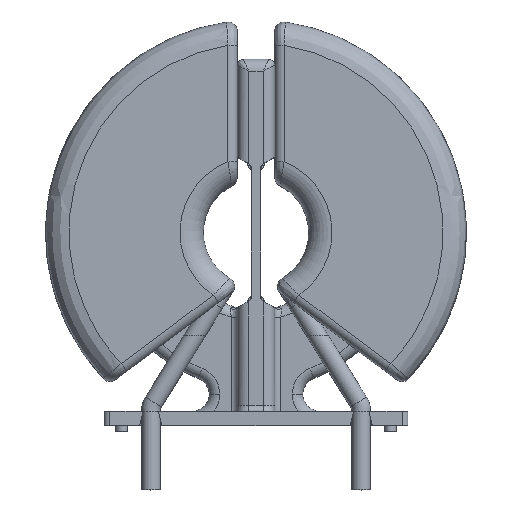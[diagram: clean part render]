
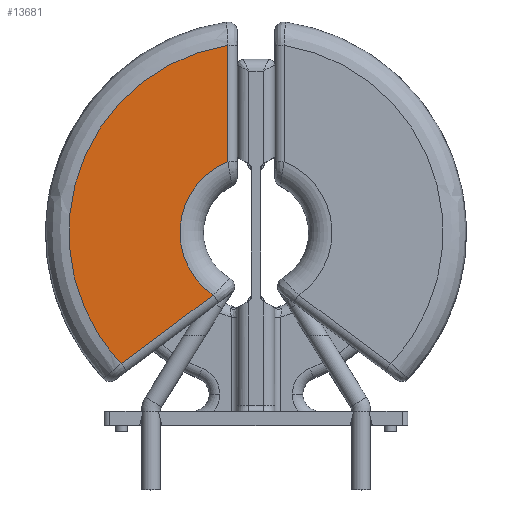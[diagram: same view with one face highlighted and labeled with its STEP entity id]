
A CAD part, top view. The second image highlights one B-rep face of the part: STEP entity #13681.
In plain terms, the highlighted planar face has unit normal (0, 0, 1).
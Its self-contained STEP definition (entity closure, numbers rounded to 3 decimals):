
#2 = CARTESIAN_POINT ( 'NONE',  ( -14.922, 5.847, 9.5 ) ) ;
#713 = CARTESIAN_POINT ( 'NONE',  ( -2.4, 15.987, 9.5 ) ) ;
#891 = CIRCLE ( 'NONE', #4335, 6.5 ) ;
#1215 = CARTESIAN_POINT ( 'NONE',  ( -15.534, -3.89, 9.5 ) ) ;
#1346 = CARTESIAN_POINT ( 'NONE',  ( -15.633, 3.747, 9.5 ) ) ;
#1402 = CARTESIAN_POINT ( 'NONE',  ( -5.259, 15.289, 9.5 ) ) ;
#2712 = CARTESIAN_POINT ( 'NONE',  ( -9.167, 13.274, 9.5 ) ) ;
#2778 = CARTESIAN_POINT ( 'NONE',  ( -6.94, 14.575, 9.5 ) ) ;
#2898 = CARTESIAN_POINT ( 'NONE',  ( -14.643, 6.528, 9.5 ) ) ;
#2961 = CARTESIAN_POINT ( 'NONE',  ( -12.718, -9.818, 9.5 ) ) ;
#4217 = CARTESIAN_POINT ( 'NONE',  ( -8.232, 13.87, 9.5 ) ) ;
#4335 = AXIS2_PLACEMENT_3D ( 'NONE', #4966, #18396, #10974 ) ;
#4397 = CARTESIAN_POINT ( 'NONE',  ( -15.236, -4.951, 9.5 ) ) ;
#4464 = CARTESIAN_POINT ( 'NONE',  ( -9.755, 12.838, 9.5 ) ) ;
#4587 = CARTESIAN_POINT ( 'NONE',  ( -11.522, -11.219, 9.5 ) ) ;
#4654 = CARTESIAN_POINT ( 'NONE',  ( -3.662, -5.371, 9.5 ) ) ;
#4966 = CARTESIAN_POINT ( 'NONE',  ( 0., 0., 9.5 ) ) ;
#5255 = EDGE_CURVE ( 'NONE', #6587, #9833, #8096, .T. ) ;
#5399 = DIRECTION ( 'NONE',  ( 1., 0., 0. ) ) ;
#5805 = CARTESIAN_POINT ( 'NONE',  ( -10.867, 11.891, 9.5 ) ) ;
#5927 = CARTESIAN_POINT ( 'NONE',  ( -15.119, -5.303, 9.5 ) ) ;
#6252 = CARTESIAN_POINT ( 'NONE',  ( -11.775, -10.954, 9.5 ) ) ;
#6587 = VERTEX_POINT ( 'NONE', #12704 ) ;
#6646 = DIRECTION ( 'NONE',  ( 0., 1., 0. ) ) ;
#6886 = VECTOR ( 'NONE', #16040, 1000. ) ;
#7230 = CARTESIAN_POINT ( 'NONE',  ( -15.443, -4.245, 9.5 ) ) ;
#7413 = CARTESIAN_POINT ( 'NONE',  ( -13.75, -8.301, 9.5 ) ) ;
#7436 = EDGE_CURVE ( 'NONE', #11919, #19090, #10092, .T. ) ;
#7484 = CARTESIAN_POINT ( 'NONE',  ( -2.4, 15.987, 9.5 ) ) ;
#7685 = ORIENTED_EDGE ( 'NONE', *, *, #14721, .T. ) ;
#8096 = LINE ( 'NONE', #8163, #10642 ) ;
#8109 = PLANE ( 'NONE',  #17613 ) ;
#8163 = CARTESIAN_POINT ( 'NONE',  ( -2.4, 16.089, 9.5 ) ) ;
#8404 = EDGE_LOOP ( 'NONE', ( #7685, #19234, #16028, #10644 ) ) ;
#8500 = DIRECTION ( 'NONE',  ( 0., 0., 1. ) ) ;
#8640 = CARTESIAN_POINT ( 'NONE',  ( -15.051, 5.499, 9.5 ) ) ;
#8764 = CARTESIAN_POINT ( 'NONE',  ( -12.362, 10.272, 9.5 ) ) ;
#9833 = VERTEX_POINT ( 'NONE', #713 ) ;
#10073 = CARTESIAN_POINT ( 'NONE',  ( -3.39, -5.169, 9.5 ) ) ;
#10092 = LINE ( 'NONE', #10073, #6886 ) ;
#10145 = CARTESIAN_POINT ( 'NONE',  ( -15.973, -1.001, 9.5 ) ) ;
#10265 = CARTESIAN_POINT ( 'NONE',  ( -14.492, 6.862, 9.5 ) ) ;
#10327 = CARTESIAN_POINT ( 'NONE',  ( -11.39, 11.38, 9.5 ) ) ;
#10386 = CARTESIAN_POINT ( 'NONE',  ( -13.364, -8.922, 9.5 ) ) ;
#10445 = CARTESIAN_POINT ( 'NONE',  ( -12.019, -10.68, 9.5 ) ) ;
#10642 = VECTOR ( 'NONE', #6646, 1000. ) ;
#10644 = ORIENTED_EDGE ( 'NONE', *, *, #7436, .T. ) ;
#10974 = DIRECTION ( 'NONE',  ( 1., 0., 0. ) ) ;
#11706 = CARTESIAN_POINT ( 'NONE',  ( -15.772, -2.819, 9.5 ) ) ;
#11836 = CARTESIAN_POINT ( 'NONE',  ( -14.436, -7.011, 9.5 ) ) ;
#11919 = VERTEX_POINT ( 'NONE', #14404 ) ;
#11994 = FACE_OUTER_BOUND ( 'NONE', #8404, .T. ) ;
#12704 = CARTESIAN_POINT ( 'NONE',  ( -2.4, 6.041, 9.5 ) ) ;
#12761 = EDGE_CURVE ( 'NONE', #9833, #11919, #13807, .T. ) ;
#12927 = CARTESIAN_POINT ( 'NONE',  ( 0., 0., 9.5 ) ) ;
#13081 = CARTESIAN_POINT ( 'NONE',  ( -7.267, 14.411, 9.5 ) ) ;
#13130 = CARTESIAN_POINT ( 'NONE',  ( -3.855, 15.711, 9.5 ) ) ;
#13258 = CARTESIAN_POINT ( 'NONE',  ( -15.881, -2.097, 9.5 ) ) ;
#13681 = ADVANCED_FACE ( 'NONE', ( #11994 ), #8109, .T. ) ;
#13807 = B_SPLINE_CURVE_WITH_KNOTS ( 'NONE', 3,
 ( #7484, #16221, #13130, #1402, #16354, #2778, #13081, #19208, #4217, #2712, #4464, #5805, #10327, #16163, #8764, #17639, #17759, #16103, #19152, #10265, #2898, #2, #8640, #1346, #19029, #17698, #14799, #14595, #10145, #13258, #11706, #1215, #7230, #4397, #5927, #16289, #11836, #7413, #10386, #2961, #14865, #10445, #6252, #4587 ),
 .UNSPECIFIED., .F., .F.,
 ( 4, 2, 2, 2, 2, 2, 2, 2, 2, 2, 2, 2, 2, 2, 2, 2, 2, 2, 2, 2, 2, 4 ),
 ( 0.053, 0.056, 0.058, 0.059, 0.06, 0.062, 0.064, 0.066, 0.067, 0.069, 0.07, 0.071, 0.076, 0.077, 0.078, 0.08, 0.081, 0.082, 0.084, 0.087, 0.088, 0.089 ),
 .UNSPECIFIED. ) ;
#14404 = CARTESIAN_POINT ( 'NONE',  ( -11.522, -11.219, 9.5 ) ) ;
#14595 = CARTESIAN_POINT ( 'NONE',  ( -15.992, -0.634, 9.5 ) ) ;
#14721 = EDGE_CURVE ( 'NONE', #19090, #6587, #891, .T. ) ;
#14799 = CARTESIAN_POINT ( 'NONE',  ( -16.004, 0.104, 9.5 ) ) ;
#14865 = CARTESIAN_POINT ( 'NONE',  ( -12.491, -10.112, 9.5 ) ) ;
#16028 = ORIENTED_EDGE ( 'NONE', *, *, #12761, .T. ) ;
#16040 = DIRECTION ( 'NONE',  ( 0.802, 0.597, 0. ) ) ;
#16103 = CARTESIAN_POINT ( 'NONE',  ( -13.644, 8.478, 9.5 ) ) ;
#16163 = CARTESIAN_POINT ( 'NONE',  ( -12.125, 10.557, 9.5 ) ) ;
#16221 = CARTESIAN_POINT ( 'NONE',  ( -3.129, 15.875, 9.5 ) ) ;
#16289 = CARTESIAN_POINT ( 'NONE',  ( -14.736, -6.342, 9.5 ) ) ;
#16354 = CARTESIAN_POINT ( 'NONE',  ( -5.943, 15.031, 9.5 ) ) ;
#17613 = AXIS2_PLACEMENT_3D ( 'NONE', #12927, #8500, #5399 ) ;
#17639 = CARTESIAN_POINT ( 'NONE',  ( -12.815, 9.689, 9.5 ) ) ;
#17698 = CARTESIAN_POINT ( 'NONE',  ( -15.997, 0.475, 9.5 ) ) ;
#17759 = CARTESIAN_POINT ( 'NONE',  ( -13.03, 9.391, 9.5 ) ) ;
#18396 = DIRECTION ( 'NONE',  ( 0., 0., -1. ) ) ;
#19029 = CARTESIAN_POINT ( 'NONE',  ( -15.902, 2.311, 9.5 ) ) ;
#19090 = VERTEX_POINT ( 'NONE', #4654 ) ;
#19152 = CARTESIAN_POINT ( 'NONE',  ( -14.009, 7.846, 9.5 ) ) ;
#19208 = CARTESIAN_POINT ( 'NONE',  ( -7.913, 14.059, 9.5 ) ) ;
#19234 = ORIENTED_EDGE ( 'NONE', *, *, #5255, .T. ) ;
